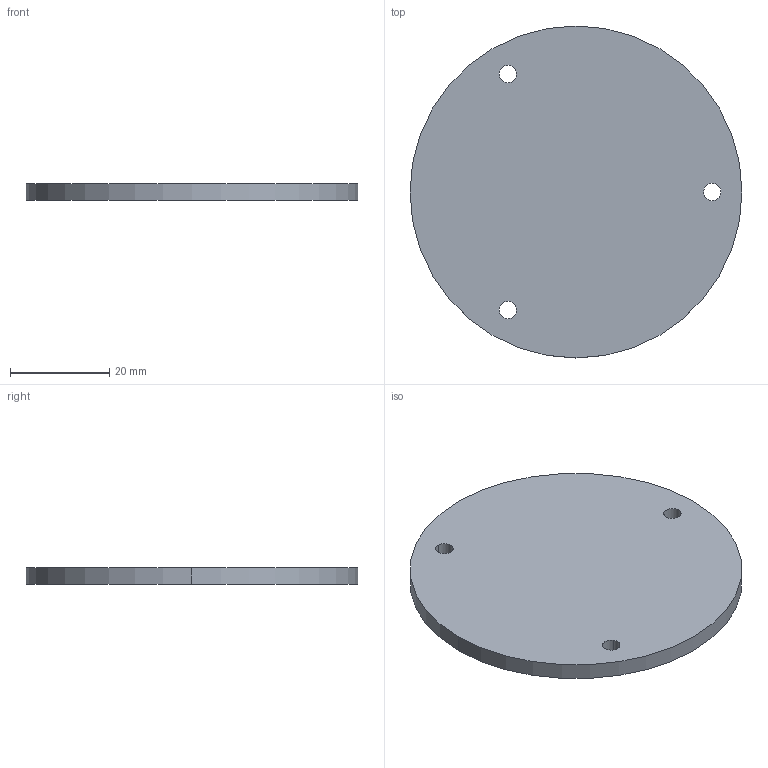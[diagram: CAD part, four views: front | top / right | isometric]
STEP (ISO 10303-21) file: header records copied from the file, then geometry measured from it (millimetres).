
FILE_DESCRIPTION(('CATIA V5 STEP Exchange'),'2;1');
FILE_NAME('Fallschirmspant.stp','2017-12-01T21:41:46+00:00',('none'),('none'),'CATIA Version 5 Release 17 (IN-10)','CATIA V5 STEP AP203','none');
FILE_SCHEMA(('CONFIG_CONTROL_DESIGN'));
Length unit declared in the file: millimetre
Products named in the file (1): Fallschirmspant
Bounding box: 67 x 67 x 3.4 mm (x, y, z)
Volume: 11889.1 mm3; surface area: 7821.4 mm2
Topology: 1 solids, 1 shells, 10 faces, 24 edges, 16 vertices
Faces by surface type: cylinder 8, plane 2
Entity records: 322 total; most frequent: ORIENTED_EDGE 48, CARTESIAN_POINT 47, DIRECTION 36, EDGE_CURVE 24, AXIS2_PLACEMENT_3D 23, CIRCLE 16, EDGE_LOOP 16, VERTEX_POINT 16
